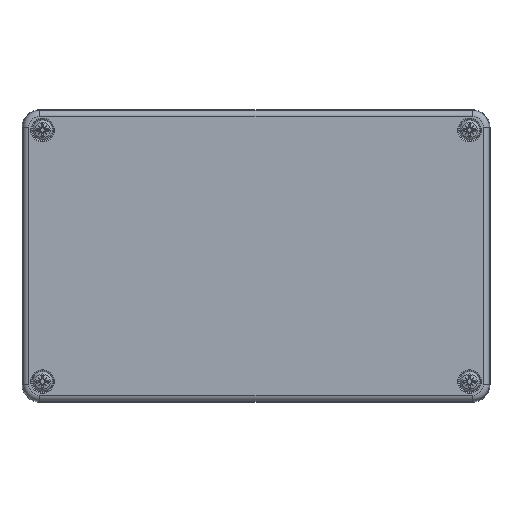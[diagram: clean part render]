
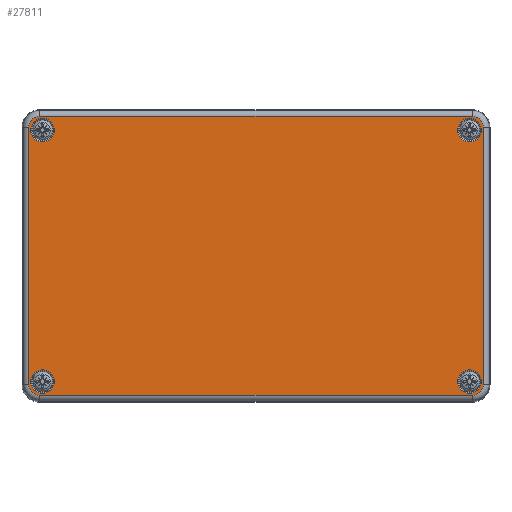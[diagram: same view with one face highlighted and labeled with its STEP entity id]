
A CAD part, top view. The second image highlights one B-rep face of the part: STEP entity #27811.
In plain terms, the highlighted face is planar.
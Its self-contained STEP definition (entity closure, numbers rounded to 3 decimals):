
#27390=CARTESIAN_POINT('',(-74.,-47.686,-20.0));
#27391=VERTEX_POINT('',#27390);
#27399=CARTESIAN_POINT('',(74.,-47.686,-20.0));
#27400=VERTEX_POINT('',#27399);
#27401=CARTESIAN_POINT('',(-74.,-47.686,-20.0));
#27402=DIRECTION('',(1.0,0.0,0.0));
#27403=VECTOR('',#27402,148.);
#27404=LINE('',#27401,#27403);
#27405=EDGE_CURVE('',#27391,#27400,#27404,.T.);
#27430=CARTESIAN_POINT('',(77.686,-44.0,-20.0));
#27431=VERTEX_POINT('',#27430);
#27449=CARTESIAN_POINT('',(74.,-44.0,-20.0));
#27450=DIRECTION('',(0.0,0.0,1.0));
#27451=DIRECTION('',(0.707,-0.707,0.0));
#27452=AXIS2_PLACEMENT_3D('',#27449,#27450,#27451);
#27453=CIRCLE('',#27452,3.686);
#27454=EDGE_CURVE('',#27400,#27431,#27453,.T.);
#27464=CARTESIAN_POINT('',(77.686,44.0,-20.0));
#27465=VERTEX_POINT('',#27464);
#27482=CARTESIAN_POINT('',(77.686,-44.0,-20.0));
#27483=DIRECTION('',(0.0,1.0,0.0));
#27484=VECTOR('',#27483,88.0);
#27485=LINE('',#27482,#27484);
#27486=EDGE_CURVE('',#27431,#27465,#27485,.T.);
#27496=CARTESIAN_POINT('',(74.,47.686,-20.0));
#27497=VERTEX_POINT('',#27496);
#27515=CARTESIAN_POINT('',(74.,44.0,-20.0));
#27516=DIRECTION('',(0.0,0.0,1.0));
#27517=DIRECTION('',(0.707,0.707,0.0));
#27518=AXIS2_PLACEMENT_3D('',#27515,#27516,#27517);
#27519=CIRCLE('',#27518,3.686);
#27520=EDGE_CURVE('',#27465,#27497,#27519,.T.);
#27530=CARTESIAN_POINT('',(-74.,47.686,-20.0));
#27531=VERTEX_POINT('',#27530);
#27548=CARTESIAN_POINT('',(74.,47.686,-20.0));
#27549=DIRECTION('',(-1.0,0.0,0.0));
#27550=VECTOR('',#27549,148.);
#27551=LINE('',#27548,#27550);
#27552=EDGE_CURVE('',#27497,#27531,#27551,.T.);
#27562=CARTESIAN_POINT('',(-77.686,44.0,-20.0));
#27563=VERTEX_POINT('',#27562);
#27581=CARTESIAN_POINT('',(-74.,44.0,-20.0));
#27582=DIRECTION('',(0.0,0.0,1.0));
#27583=DIRECTION('',(-0.707,0.707,0.0));
#27584=AXIS2_PLACEMENT_3D('',#27581,#27582,#27583);
#27585=CIRCLE('',#27584,3.686);
#27586=EDGE_CURVE('',#27531,#27563,#27585,.T.);
#27596=CARTESIAN_POINT('',(-77.686,-44.0,-20.0));
#27597=VERTEX_POINT('',#27596);
#27614=CARTESIAN_POINT('',(-77.686,44.0,-20.0));
#27615=DIRECTION('',(0.0,-1.0,0.0));
#27616=VECTOR('',#27615,88.0);
#27617=LINE('',#27614,#27616);
#27618=EDGE_CURVE('',#27563,#27597,#27617,.T.);
#27637=CARTESIAN_POINT('',(-74.,-44.0,-20.0));
#27638=DIRECTION('',(0.0,0.0,1.0));
#27639=DIRECTION('',(-0.707,-0.707,0.0));
#27640=AXIS2_PLACEMENT_3D('',#27637,#27638,#27639);
#27641=CIRCLE('',#27640,3.686);
#27642=EDGE_CURVE('',#27597,#27391,#27641,.T.);
#27752=CARTESIAN_POINT('',(0.,0.,-20.0));
#27753=DIRECTION('',(0.0,0.0,1.0));
#27754=DIRECTION('',(1.0,0.0,0.0));
#27755=AXIS2_PLACEMENT_3D('',#27752,#27753,#27754);
#27756=PLANE('',#27755);
#27757=ORIENTED_EDGE('',*,*,#27405,.F.);
#27758=ORIENTED_EDGE('',*,*,#27642,.F.);
#27759=ORIENTED_EDGE('',*,*,#27618,.F.);
#27760=ORIENTED_EDGE('',*,*,#27586,.F.);
#27761=ORIENTED_EDGE('',*,*,#27552,.F.);
#27762=ORIENTED_EDGE('',*,*,#27520,.F.);
#27763=ORIENTED_EDGE('',*,*,#27486,.F.);
#27764=ORIENTED_EDGE('',*,*,#27454,.F.);
#27765=EDGE_LOOP('',(#27757,#27758,#27759,#27760,#27761,#27762,#27763,#27764));
#27766=FACE_OUTER_BOUND('',#27765,.T.);
#27767=CARTESIAN_POINT('',(-77.05,43.,-20.0));
#27768=VERTEX_POINT('',#27767);
#27769=CARTESIAN_POINT('',(-73.0,43.,-20.0));
#27770=DIRECTION('',(0.0,0.0,-1.0));
#27771=DIRECTION('',(1.0,0.0,0.0));
#27772=AXIS2_PLACEMENT_3D('',#27769,#27770,#27771);
#27773=CIRCLE('',#27772,4.05);
#27774=EDGE_CURVE('',#27768,#27768,#27773,.T.);
#27775=ORIENTED_EDGE('',*,*,#27774,.F.);
#27776=EDGE_LOOP('',(#27775));
#27777=FACE_BOUND('',#27776,.T.);
#27778=CARTESIAN_POINT('',(68.95,-43.0,-20.0));
#27779=VERTEX_POINT('',#27778);
#27780=CARTESIAN_POINT('',(73.0,-43.0,-20.0));
#27781=DIRECTION('',(0.0,0.0,-1.0));
#27782=DIRECTION('',(1.0,0.0,0.0));
#27783=AXIS2_PLACEMENT_3D('',#27780,#27781,#27782);
#27784=CIRCLE('',#27783,4.05);
#27785=EDGE_CURVE('',#27779,#27779,#27784,.T.);
#27786=ORIENTED_EDGE('',*,*,#27785,.F.);
#27787=EDGE_LOOP('',(#27786));
#27788=FACE_BOUND('',#27787,.T.);
#27789=CARTESIAN_POINT('',(-77.05,-43.0,-20.0));
#27790=VERTEX_POINT('',#27789);
#27791=CARTESIAN_POINT('',(-73.0,-43.0,-20.0));
#27792=DIRECTION('',(0.0,0.0,-1.0));
#27793=DIRECTION('',(1.0,0.0,0.0));
#27794=AXIS2_PLACEMENT_3D('',#27791,#27792,#27793);
#27795=CIRCLE('',#27794,4.05);
#27796=EDGE_CURVE('',#27790,#27790,#27795,.T.);
#27797=ORIENTED_EDGE('',*,*,#27796,.F.);
#27798=EDGE_LOOP('',(#27797));
#27799=FACE_BOUND('',#27798,.T.);
#27800=CARTESIAN_POINT('',(68.95,43.0,-20.0));
#27801=VERTEX_POINT('',#27800);
#27802=CARTESIAN_POINT('',(73.0,43.0,-20.0));
#27803=DIRECTION('',(0.0,0.0,-1.0));
#27804=DIRECTION('',(1.0,0.0,0.0));
#27805=AXIS2_PLACEMENT_3D('',#27802,#27803,#27804);
#27806=CIRCLE('',#27805,4.05);
#27807=EDGE_CURVE('',#27801,#27801,#27806,.T.);
#27808=ORIENTED_EDGE('',*,*,#27807,.F.);
#27809=EDGE_LOOP('',(#27808));
#27810=FACE_BOUND('',#27809,.T.);
#27811=ADVANCED_FACE('',(#27766,#27777,#27788,#27799,#27810),#27756,.F.);
